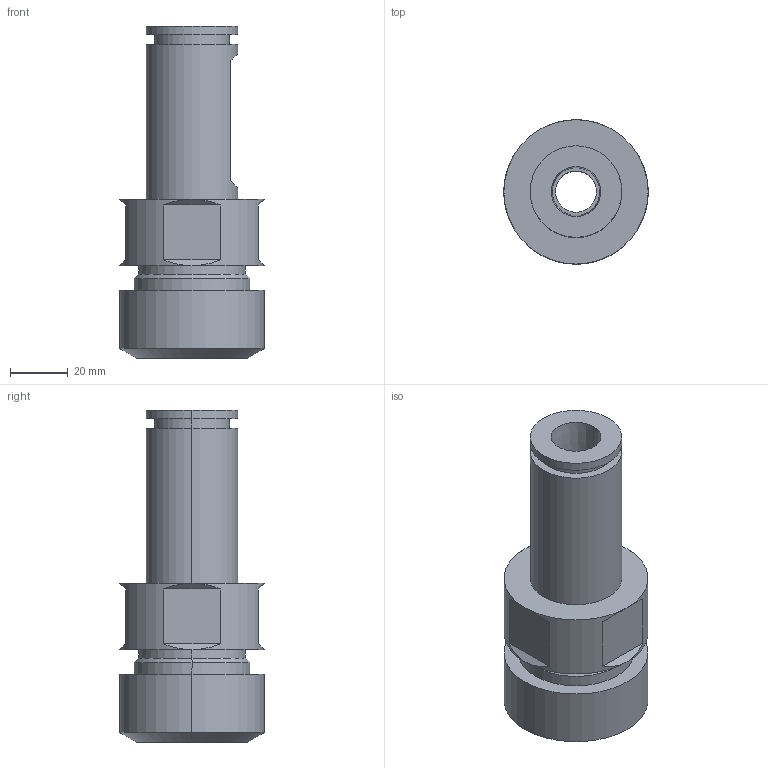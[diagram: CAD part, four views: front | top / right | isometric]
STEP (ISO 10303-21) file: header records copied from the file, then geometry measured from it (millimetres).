
FILE_DESCRIPTION (( 'STEP AP203' ), '1' );
FILE_NAME ('STP-SATE-CCER-1250-24.STEP', '2020-05-11T05:40:33', ( '' ), ( '' ), 'SwSTEP 2.0', 'SolidWorks 2017', '' );
FILE_SCHEMA (( 'CONFIG_CONTROL_DESIGN' ));
Length unit declared in the file: millimetre
Products named in the file (1): STP-SATE-CCER-1250-24
Bounding box: 50 x 50 x 115 mm (x, y, z)
Volume: 116298.6 mm3; surface area: 25981.7 mm2
Topology: 1 solids, 1 shells, 52 faces, 121 edges, 76 vertices
Faces by surface type: plane 24, cylinder 20, cone 8
Entity records: 1644 total; most frequent: CARTESIAN_POINT 398, DIRECTION 251, ORIENTED_EDGE 242, EDGE_CURVE 121, AXIS2_PLACEMENT_3D 103, VERTEX_POINT 76, EDGE_LOOP 61, ADVANCED_FACE 52
